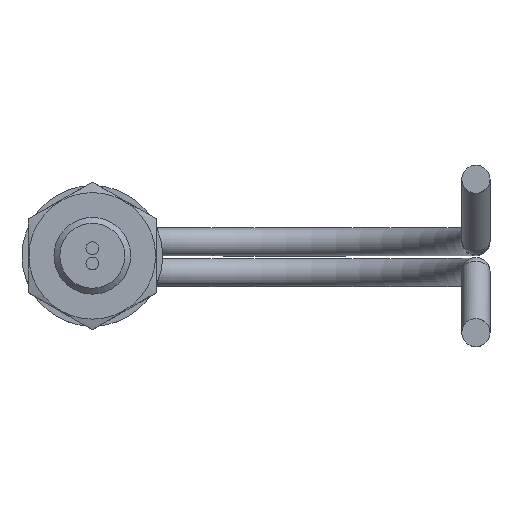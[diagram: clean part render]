
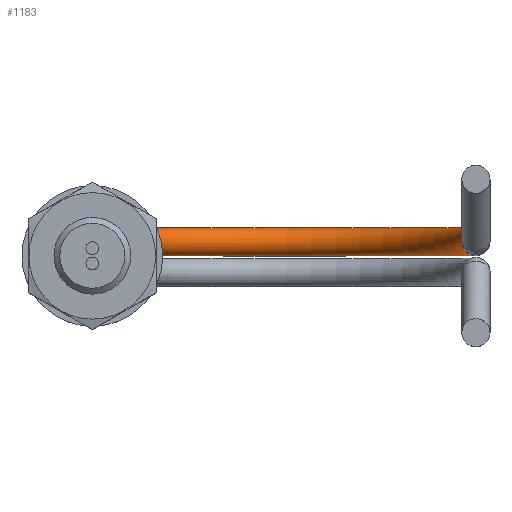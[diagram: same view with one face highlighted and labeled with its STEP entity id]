
A CAD part, top view. The second image highlights one B-rep face of the part: STEP entity #1183.
In plain terms, the highlighted toroidal (fillet/blend) face has major radius 15 mm and minor radius 1.1 mm.
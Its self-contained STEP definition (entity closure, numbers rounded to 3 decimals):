
#197=TOROIDAL_SURFACE('',#1332,15.,1.1);
#302=ORIENTED_EDGE('',*,*,#572,.T.);
#303=ORIENTED_EDGE('',*,*,#588,.T.);
#572=EDGE_CURVE('',#725,#725,#838,.T.);
#588=EDGE_CURVE('',#740,#740,#854,.T.);
#725=VERTEX_POINT('',#1851);
#740=VERTEX_POINT('',#1894);
#838=CIRCLE('',#1294,1.1);
#854=CIRCLE('',#1322,1.1);
#946=EDGE_LOOP('',(#302));
#947=EDGE_LOOP('',(#303));
#1060=FACE_BOUND('',#946,.T.);
#1061=FACE_BOUND('',#947,.T.);
#1183=ADVANCED_FACE('',(#1060,#1061),#197,.T.);
#1294=AXIS2_PLACEMENT_3D('',#1850,#1472,#1473);
#1322=AXIS2_PLACEMENT_3D('',#1893,#1528,#1529);
#1332=AXIS2_PLACEMENT_3D('',#1907,#1548,#1549);
#1472=DIRECTION('',(0.,0.,-1.));
#1473=DIRECTION('',(-1.,0.,0.));
#1528=DIRECTION('',(0.,0.,-1.));
#1529=DIRECTION('',(-1.,0.,0.));
#1548=DIRECTION('',(0.,1.,0.));
#1549=DIRECTION('',(0.,0.,1.));
#1850=CARTESIAN_POINT('',(30.,1.2,-46.25));
#1851=CARTESIAN_POINT('',(28.9,1.2,-46.25));
#1893=CARTESIAN_POINT('',(0.,1.2,-46.25));
#1894=CARTESIAN_POINT('',(-1.1,1.2,-46.25));
#1907=CARTESIAN_POINT('',(15.,1.2,-46.25));
